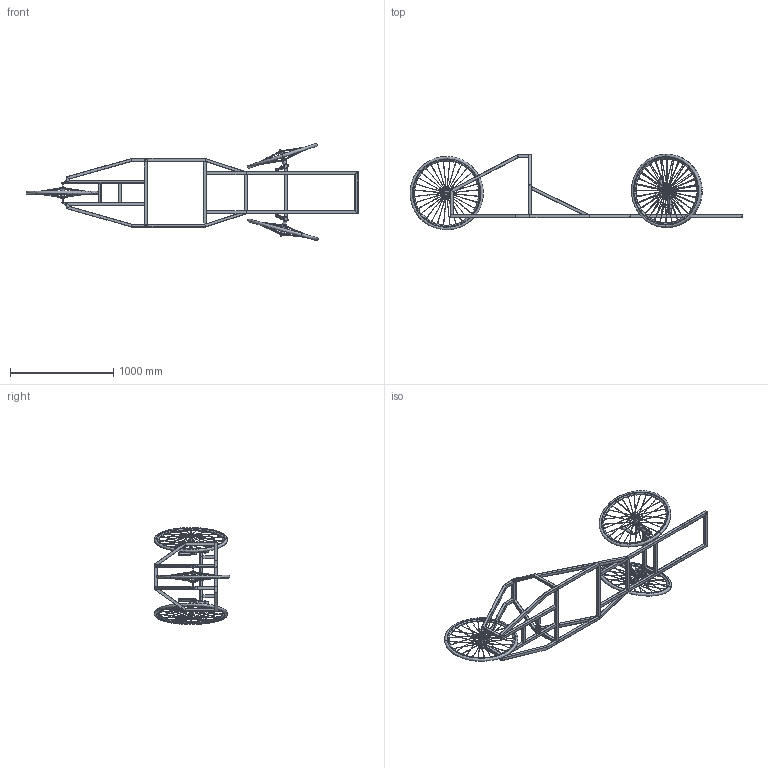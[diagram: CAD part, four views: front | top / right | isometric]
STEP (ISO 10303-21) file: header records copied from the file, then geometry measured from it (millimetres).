
FILE_DESCRIPTION(('FreeCAD Model'),'2;1');
FILE_NAME('Open CASCADE Shape Model','2025-05-04T03:55:47',('FreeCAD'),( 'FreeCAD'),'Open CASCADE STEP processor 7.6','FreeCAD','Unknown');
FILE_SCHEMA(('AUTOMOTIVE_DESIGN { 1 0 10303 214 1 1 1 1 }'));
Products named in the file (1): Open CASCADE STEP translator 7.6 1
Bounding box: 3208.57 x 729.65 x 936.69 mm (x, y, z)
Volume: 3870077.5 mm3; surface area: 4776270.4 mm2
Topology: 50 solids, 164 shells, 1142 faces, 2826 edges, 1830 vertices
Faces by surface type: bspline 1142
Entity records: 35482 total; most frequent: CARTESIAN_POINT 19269, ORIENTED_EDGE 5188, EDGE_CURVE 2816, VERTEX_POINT 1830, B_SPLINE_CURVE_WITH_KNOTS 1676, FACE_BOUND 1328, EDGE_LOOP 1328, ADVANCED_FACE 1142
